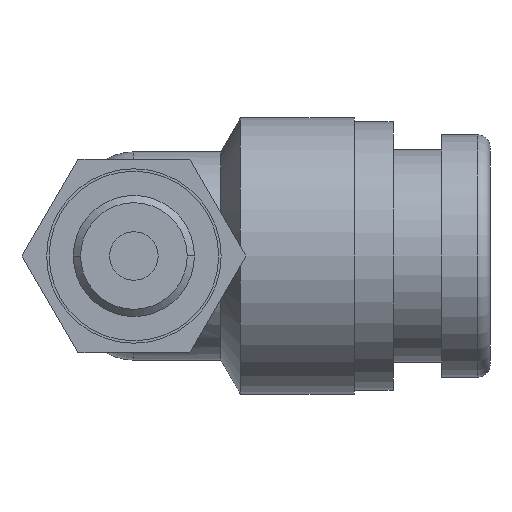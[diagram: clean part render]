
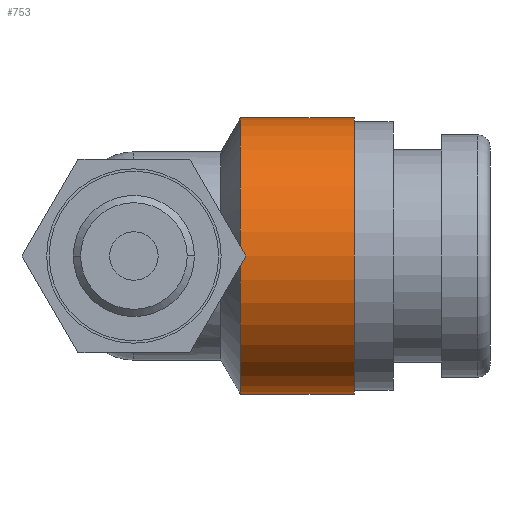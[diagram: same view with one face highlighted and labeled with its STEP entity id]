
A CAD part, front view. The second image highlights one B-rep face of the part: STEP entity #753.
In plain terms, the highlighted cylindrical face has radius 5.7 mm (diameter 11.4 mm), a partial arc.
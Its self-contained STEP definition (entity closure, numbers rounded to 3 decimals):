
#40 = DIRECTION ( 'NONE',  ( -1., 0., 0. ) ) ;
#91 = CARTESIAN_POINT ( 'NONE',  ( 0., 13.3, -5.7 ) ) ;
#155 = EDGE_LOOP ( 'NONE', ( #1184, #698, #691, #784 ) ) ;
#165 = LINE ( 'NONE', #91, #1009 ) ;
#264 = DIRECTION ( 'NONE',  ( -1., 0., 0. ) ) ;
#281 = DIRECTION ( 'NONE',  ( -1., 0., 0. ) ) ;
#292 = CARTESIAN_POINT ( 'NONE',  ( 0., 13.3, 5.7 ) ) ;
#302 = CIRCLE ( 'NONE', #833, 5.7 ) ;
#312 = CARTESIAN_POINT ( 'NONE',  ( 4.4, 13.3, 5.7 ) ) ;
#334 = VERTEX_POINT ( 'NONE', #1016 ) ;
#347 = AXIS2_PLACEMENT_3D ( 'NONE', #2071, #2057, #2049 ) ;
#357 = FACE_OUTER_BOUND ( 'NONE', #155, .T. ) ;
#571 = VECTOR ( 'NONE', #281, 1000. ) ;
#691 = ORIENTED_EDGE ( 'NONE', *, *, #1968, .T. ) ;
#697 = VERTEX_POINT ( 'NONE', #312 ) ;
#698 = ORIENTED_EDGE ( 'NONE', *, *, #758, .T. ) ;
#750 = VERTEX_POINT ( 'NONE', #1020 ) ;
#753 = ADVANCED_FACE ( 'NONE', ( #357 ), #1986, .T. ) ;
#758 = EDGE_CURVE ( 'NONE', #750, #334, #302, .T. ) ;
#784 = ORIENTED_EDGE ( 'NONE', *, *, #1187, .F. ) ;
#786 = VERTEX_POINT ( 'NONE', #1288 ) ;
#826 = DIRECTION ( 'NONE',  ( -1., 0., 0. ) ) ;
#833 = AXIS2_PLACEMENT_3D ( 'NONE', #1987, #40, #1503 ) ;
#938 = DIRECTION ( 'NONE',  ( 0., 0., 1. ) ) ;
#942 = AXIS2_PLACEMENT_3D ( 'NONE', #1511, #826, #938 ) ;
#964 = EDGE_CURVE ( 'NONE', #750, #786, #165, .T. ) ;
#1004 = LINE ( 'NONE', #292, #571 ) ;
#1009 = VECTOR ( 'NONE', #264, 1000. ) ;
#1016 = CARTESIAN_POINT ( 'NONE',  ( 9.1, 13.3, 5.7 ) ) ;
#1020 = CARTESIAN_POINT ( 'NONE',  ( 9.1, 13.3, -5.7 ) ) ;
#1184 = ORIENTED_EDGE ( 'NONE', *, *, #964, .F. ) ;
#1187 = EDGE_CURVE ( 'NONE', #786, #697, #1253, .T. ) ;
#1253 = CIRCLE ( 'NONE', #347, 5.7 ) ;
#1288 = CARTESIAN_POINT ( 'NONE',  ( 4.4, 13.3, -5.7 ) ) ;
#1503 = DIRECTION ( 'NONE',  ( 0., 0., 1. ) ) ;
#1511 = CARTESIAN_POINT ( 'NONE',  ( 0., 13.3, 0. ) ) ;
#1968 = EDGE_CURVE ( 'NONE', #334, #697, #1004, .T. ) ;
#1986 = CYLINDRICAL_SURFACE ( 'NONE', #942, 5.7 ) ;
#1987 = CARTESIAN_POINT ( 'NONE',  ( 9.1, 13.3, 0. ) ) ;
#2049 = DIRECTION ( 'NONE',  ( 0., 0., 1. ) ) ;
#2057 = DIRECTION ( 'NONE',  ( -1., 0., 0. ) ) ;
#2071 = CARTESIAN_POINT ( 'NONE',  ( 4.4, 13.3, 0. ) ) ;
